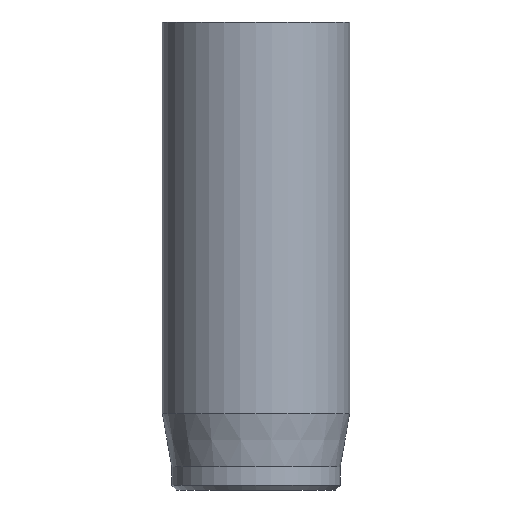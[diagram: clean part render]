
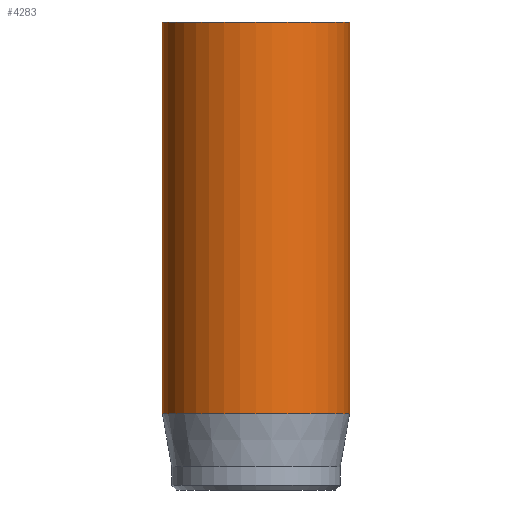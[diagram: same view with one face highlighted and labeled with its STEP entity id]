
A CAD part, front view. The second image highlights one B-rep face of the part: STEP entity #4283.
In plain terms, the highlighted cylindrical face has radius 4 mm (diameter 8 mm), a full revolution.
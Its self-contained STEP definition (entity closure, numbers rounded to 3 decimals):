
#32=CYLINDRICAL_SURFACE('',#4453,4.);
#47=CIRCLE('',#4420,4.);
#63=CIRCLE('',#4451,4.);
#64=CIRCLE('',#4452,4.);
#392=FACE_OUTER_BOUND('',#646,.T.);
#646=EDGE_LOOP('',(#3822,#3823,#3824,#3825,#3826));
#959=LINE('',#8144,#1278);
#1278=VECTOR('',#4972,4.);
#1965=VERTEX_POINT('',#8083);
#1981=VERTEX_POINT('',#8138);
#1982=VERTEX_POINT('',#8139);
#2576=EDGE_CURVE('',#1965,#1965,#47,.T.);
#2600=EDGE_CURVE('',#1981,#1982,#63,.T.);
#2601=EDGE_CURVE('',#1982,#1981,#64,.T.);
#2603=EDGE_CURVE('',#1965,#1981,#959,.T.);
#3822=ORIENTED_EDGE('',*,*,#2576,.T.);
#3823=ORIENTED_EDGE('',*,*,#2603,.T.);
#3824=ORIENTED_EDGE('',*,*,#2600,.T.);
#3825=ORIENTED_EDGE('',*,*,#2601,.T.);
#3826=ORIENTED_EDGE('',*,*,#2603,.F.);
#4283=ADVANCED_FACE('',(#392),#32,.T.);
#4420=AXIS2_PLACEMENT_3D('',#8084,#4895,#4896);
#4451=AXIS2_PLACEMENT_3D('',#8140,#4965,#4966);
#4452=AXIS2_PLACEMENT_3D('',#8141,#4967,#4968);
#4453=AXIS2_PLACEMENT_3D('',#8143,#4970,#4971);
#4895=DIRECTION('center_axis',(0.,0.,-1.));
#4896=DIRECTION('ref_axis',(-1.,0.,0.));
#4965=DIRECTION('center_axis',(0.,0.,1.));
#4966=DIRECTION('ref_axis',(-1.,0.,0.));
#4967=DIRECTION('center_axis',(0.,0.,1.));
#4968=DIRECTION('ref_axis',(-1.,0.,0.));
#4970=DIRECTION('center_axis',(0.,0.,1.));
#4971=DIRECTION('ref_axis',(-1.,0.,0.));
#4972=DIRECTION('',(0.,0.,-1.));
#8083=CARTESIAN_POINT('',(4.,0.,20.));
#8084=CARTESIAN_POINT('Origin',(0.,0.,20.));
#8138=CARTESIAN_POINT('',(4.,0.,3.269));
#8139=CARTESIAN_POINT('',(-4.,0.,3.269));
#8140=CARTESIAN_POINT('Origin',(0.,0.,3.269));
#8141=CARTESIAN_POINT('Origin',(0.,0.,3.269));
#8143=CARTESIAN_POINT('Origin',(0.,0.,0.));
#8144=CARTESIAN_POINT('',(4.,0.,0.));
